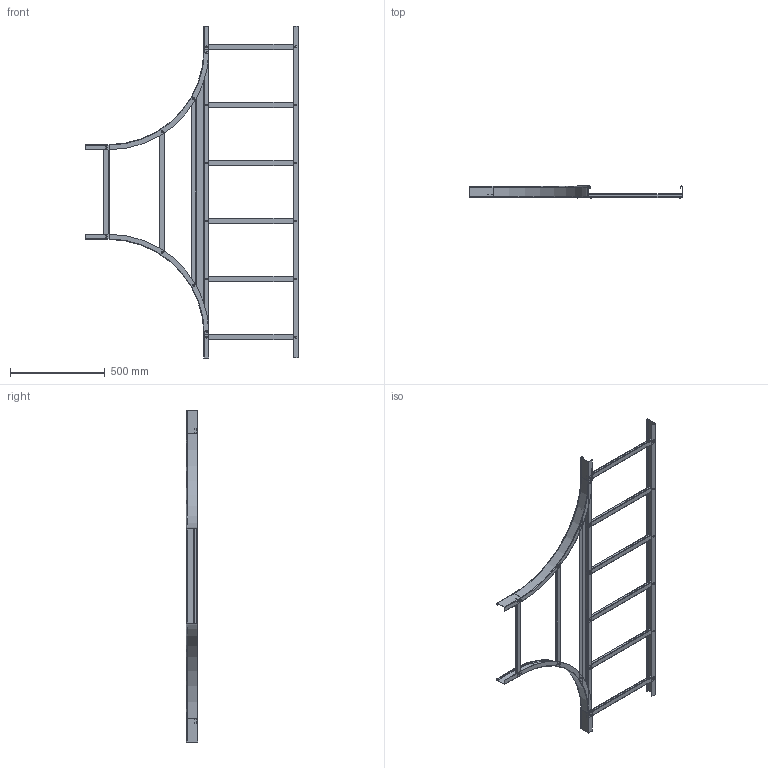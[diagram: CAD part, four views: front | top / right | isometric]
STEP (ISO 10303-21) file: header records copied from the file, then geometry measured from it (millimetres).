
FILE_DESCRIPTION (( 'STEP AP214' ), '1' );
FILE_NAME ('6219409.STEP', '2025-12-12T10:25:09', ( '' ), ( '' ), 'SwSTEP 2.0', 'SolidWorks 2024', '' );
FILE_SCHEMA (( 'AUTOMOTIVE_DESIGN' ));
Length unit declared in the file: millimetre
Products named in the file (10): 131572_060x1750 (B=500); 131591_60x27xR500 Left; 131595_NB0500; KTS 14.041-005_3.5mm; KTS 14.041-005_3.00mm; 131591_60х27хR500 Right; 131571_L=495 (NB=500); KTS 14.041-005_4.9mm; 131594_NB0500; 6219409
Assembly tree (32 placements, depth 2):
  6219409
    131572_060x1750 (B=500)
    131591_60x27xR500 Left
    131591_60х27хR500 Right
    131594_NB0500
    131571_L=495 (NB=500)  x7
    131595_NB0500
    KTS 14.041-005_3.00mm  x8
    KTS 14.041-005_3.5mm  x8
    KTS 14.041-005_4.9mm  x4
Bounding box: 1125 x 61.68 x 1750 mm (x, y, z)
Volume: 1259107.1 mm3; surface area: 1635580.7 mm2
Topology: 32 solids, 32 shells, 675 faces, 1463 edges, 856 vertices
Faces by surface type: plane 368, cylinder 171, torus 86, cone 40, bspline 10
Entity records: 7666 total; most frequent: CARTESIAN_POINT 1942, DIRECTION 1161, ORIENTED_EDGE 1066, EDGE_CURVE 533, AXIS2_PLACEMENT_3D 396, VECTOR 369, LINE 369, VERTEX_POINT 317
